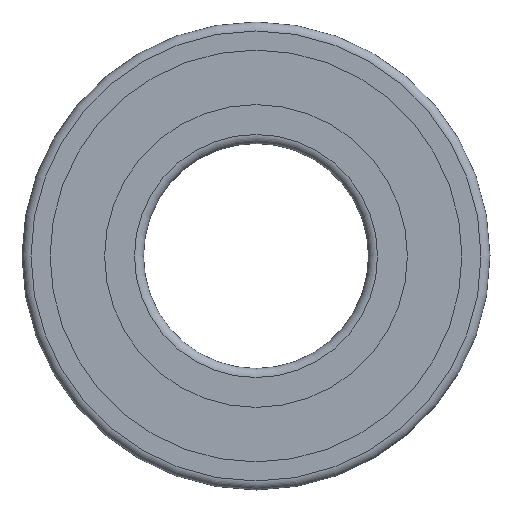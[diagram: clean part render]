
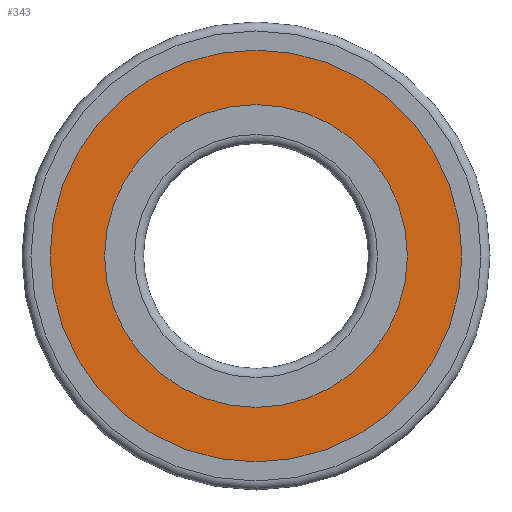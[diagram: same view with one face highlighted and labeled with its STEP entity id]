
A CAD part, left-side view. The second image highlights one B-rep face of the part: STEP entity #343.
In plain terms, the highlighted planar face has unit normal (-1, 0, 0).
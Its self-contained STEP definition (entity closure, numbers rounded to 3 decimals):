
#138=ORIENTED_EDGE('',*,*,#166,.T.);
#139=ORIENTED_EDGE('',*,*,#164,.F.);
#164=EDGE_CURVE('',#188,#188,#213,.T.);
#166=EDGE_CURVE('',#190,#190,#215,.T.);
#188=VERTEX_POINT('',#649);
#190=VERTEX_POINT('',#654);
#213=CIRCLE('',#439,22.88);
#215=CIRCLE('',#442,16.82);
#259=EDGE_LOOP('',(#138));
#260=EDGE_LOOP('',(#139));
#307=FACE_BOUND('',#259,.T.);
#308=FACE_BOUND('',#260,.T.);
#320=PLANE('',#441);
#343=ADVANCED_FACE('',(#307,#308),#320,.T.);
#439=AXIS2_PLACEMENT_3D('',#648,#546,#547);
#441=AXIS2_PLACEMENT_3D('',#652,#550,#551);
#442=AXIS2_PLACEMENT_3D('',#653,#552,#553);
#546=DIRECTION('',(1.,0.,0.));
#547=DIRECTION('',(0.,0.,-1.));
#550=DIRECTION('',(-1.,0.,0.));
#551=DIRECTION('',(0.,0.,1.));
#552=DIRECTION('',(1.,0.,0.));
#553=DIRECTION('',(0.,0.,-1.));
#648=CARTESIAN_POINT('',(0.18,0.,0.));
#649=CARTESIAN_POINT('',(0.18,0.,-22.88));
#652=CARTESIAN_POINT('',(0.18,22.88,0.));
#653=CARTESIAN_POINT('',(0.18,0.,0.));
#654=CARTESIAN_POINT('',(0.18,0.,-16.82));
